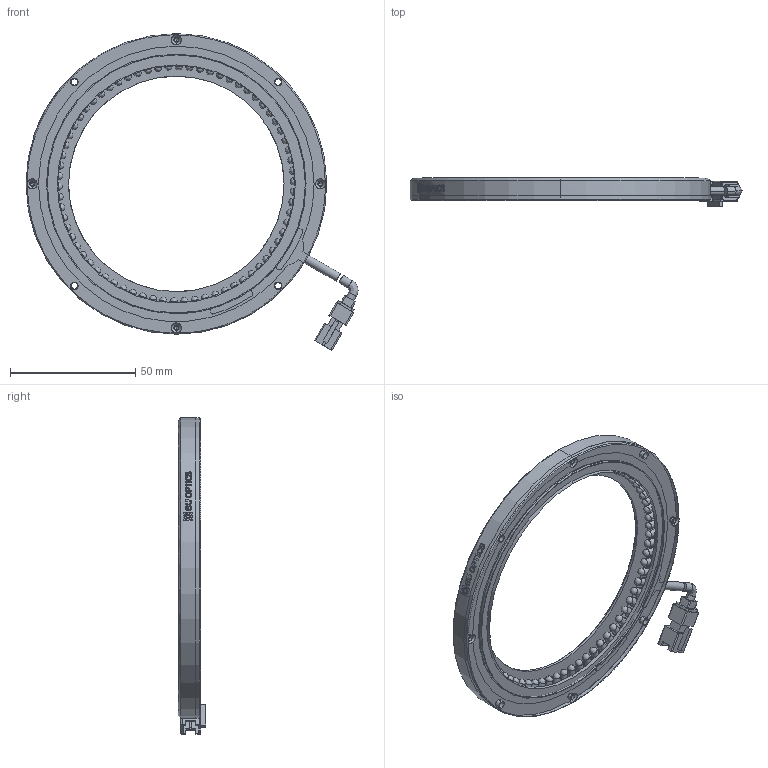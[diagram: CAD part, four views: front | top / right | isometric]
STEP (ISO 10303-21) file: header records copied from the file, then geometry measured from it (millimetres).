
FILE_DESCRIPTION (( 'STEP AP214' ), '1' );
FILE_NAME ('660026-B.STEP', '2019-03-29T09:45:14', ( 'user' ), ( '微软中国' ), 'SwSTEP 2.0', 'SolidWorks 2016', '' );
FILE_SCHEMA (( 'AUTOMOTIVE_DESIGN' ));
Length unit declared in the file: millimetre
Products named in the file (1): 660026-B
Bounding box: 132.53 x 11.1 x 126.45 mm (x, y, z)
Volume: 30711.3 mm3; surface area: 38312.7 mm2
Topology: 75 solids, 75 shells, 1433 faces, 3378 edges, 2189 vertices
Faces by surface type: plane 928, cylinder 409, bspline 74, cone 22
Entity records: 58517 total; most frequent: CARTESIAN_POINT 10195, DIRECTION 6594, ORIENTED_EDGE 6460, EDGE_CURVE 3230, LINE 2286, VECTOR 2286, VERTEX_POINT 2189, AXIS2_PLACEMENT_3D 2154
